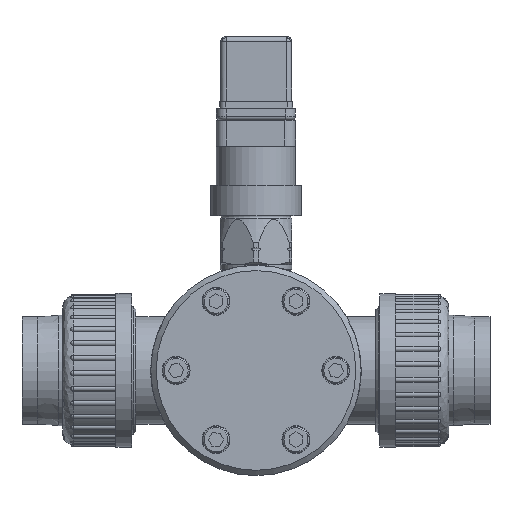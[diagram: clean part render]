
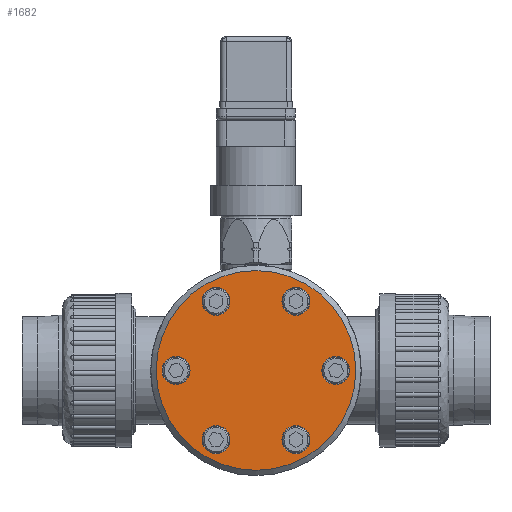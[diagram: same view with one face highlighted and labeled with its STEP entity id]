
A CAD part, front view. The second image highlights one B-rep face of the part: STEP entity #1682.
In plain terms, the highlighted planar face has unit normal (0, -1, 0).
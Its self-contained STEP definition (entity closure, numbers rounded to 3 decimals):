
#767 = CARTESIAN_POINT ( 'NONE',  ( 0., 0., 0. ) ) ;
#967 = PLANE ( 'NONE',  #8996 ) ;
#1025 = AXIS2_PLACEMENT_3D ( 'NONE', #2076, #6573, #5059 ) ;
#1058 = EDGE_LOOP ( 'NONE', ( #3428 ) ) ;
#1475 = EDGE_LOOP ( 'NONE', ( #13338 ) ) ;
#1552 = DIRECTION ( 'NONE',  ( 0., -1., 0. ) ) ;
#1682 = ADVANCED_FACE ( 'NONE', ( #5340, #13334, #2249, #11525, #7153, #8453, #2359 ), #967, .F. ) ;
#1948 = CARTESIAN_POINT ( 'NONE',  ( -30., 0., -5.25 ) ) ;
#2076 = CARTESIAN_POINT ( 'NONE',  ( -15., 0., -25.981 ) ) ;
#2215 = CARTESIAN_POINT ( 'NONE',  ( 15., 0., -25.981 ) ) ;
#2249 = FACE_BOUND ( 'NONE', #1475, .T. ) ;
#2359 = FACE_OUTER_BOUND ( 'NONE', #3497, .T. ) ;
#2682 = VERTEX_POINT ( 'NONE', #4078 ) ;
#3324 = DIRECTION ( 'NONE',  ( 0., 0., -1. ) ) ;
#3428 = ORIENTED_EDGE ( 'NONE', *, *, #4030, .F. ) ;
#3497 = EDGE_LOOP ( 'NONE', ( #13406 ) ) ;
#3662 = CARTESIAN_POINT ( 'NONE',  ( -30., 0., 0. ) ) ;
#3673 = EDGE_CURVE ( 'NONE', #2682, #2682, #15027, .T. ) ;
#4001 = DIRECTION ( 'NONE',  ( 0., 0., -1. ) ) ;
#4030 = EDGE_CURVE ( 'NONE', #7370, #7370, #19539, .T. ) ;
#4078 = CARTESIAN_POINT ( 'NONE',  ( -15., 0., -31.231 ) ) ;
#4343 = CARTESIAN_POINT ( 'NONE',  ( 15., 0., 20.731 ) ) ;
#5059 = DIRECTION ( 'NONE',  ( 0., 0., -1. ) ) ;
#5309 = DIRECTION ( 'NONE',  ( 0., -1., 0. ) ) ;
#5340 = FACE_BOUND ( 'NONE', #11534, .T. ) ;
#5501 = DIRECTION ( 'NONE',  ( 0., -1., 0. ) ) ;
#6301 = EDGE_LOOP ( 'NONE', ( #18915 ) ) ;
#6528 = DIRECTION ( 'NONE',  ( 0., 0., -1. ) ) ;
#6573 = DIRECTION ( 'NONE',  ( 0., -1., 0. ) ) ;
#7153 = FACE_BOUND ( 'NONE', #11349, .T. ) ;
#7370 = VERTEX_POINT ( 'NONE', #13354 ) ;
#7468 = ORIENTED_EDGE ( 'NONE', *, *, #19613, .F. ) ;
#7785 = EDGE_CURVE ( 'NONE', #9444, #9444, #14707, .T. ) ;
#8023 = CARTESIAN_POINT ( 'NONE',  ( 15., 0., 25.981 ) ) ;
#8056 = CIRCLE ( 'NONE', #18289, 37.5 ) ;
#8453 = FACE_BOUND ( 'NONE', #16257, .T. ) ;
#8554 = VERTEX_POINT ( 'NONE', #4343 ) ;
#8657 = VERTEX_POINT ( 'NONE', #10450 ) ;
#8674 = DIRECTION ( 'NONE',  ( 0., -1., 0. ) ) ;
#8996 = AXIS2_PLACEMENT_3D ( 'NONE', #767, #17652, #17441 ) ;
#9204 = ORIENTED_EDGE ( 'NONE', *, *, #19324, .F. ) ;
#9444 = VERTEX_POINT ( 'NONE', #10750 ) ;
#10211 = CARTESIAN_POINT ( 'NONE',  ( 0., 0., 0. ) ) ;
#10262 = AXIS2_PLACEMENT_3D ( 'NONE', #8023, #1552, #6528 ) ;
#10450 = CARTESIAN_POINT ( 'NONE',  ( -15., 0., 20.731 ) ) ;
#10745 = AXIS2_PLACEMENT_3D ( 'NONE', #3662, #8674, #14338 ) ;
#10750 = CARTESIAN_POINT ( 'NONE',  ( 15., 0., -31.231 ) ) ;
#10804 = DIRECTION ( 'NONE',  ( 0., 0., -1. ) ) ;
#10843 = VERTEX_POINT ( 'NONE', #16934 ) ;
#11128 = VERTEX_POINT ( 'NONE', #1948 ) ;
#11349 = EDGE_LOOP ( 'NONE', ( #9204 ) ) ;
#11525 = FACE_BOUND ( 'NONE', #1058, .T. ) ;
#11534 = EDGE_LOOP ( 'NONE', ( #12270 ) ) ;
#12135 = AXIS2_PLACEMENT_3D ( 'NONE', #2215, #14188, #3324 ) ;
#12270 = ORIENTED_EDGE ( 'NONE', *, *, #13327, .F. ) ;
#12284 = DIRECTION ( 'NONE',  ( 0., -1., 0. ) ) ;
#12321 = EDGE_CURVE ( 'NONE', #10843, #10843, #8056, .T. ) ;
#13327 = EDGE_CURVE ( 'NONE', #11128, #11128, #16800, .T. ) ;
#13334 = FACE_BOUND ( 'NONE', #6301, .T. ) ;
#13338 = ORIENTED_EDGE ( 'NONE', *, *, #7785, .F. ) ;
#13354 = CARTESIAN_POINT ( 'NONE',  ( 30., 0., -5.25 ) ) ;
#13406 = ORIENTED_EDGE ( 'NONE', *, *, #12321, .T. ) ;
#14059 = CIRCLE ( 'NONE', #19212, 5.25 ) ;
#14188 = DIRECTION ( 'NONE',  ( 0., -1., 0. ) ) ;
#14338 = DIRECTION ( 'NONE',  ( 0., 0., -1. ) ) ;
#14393 = AXIS2_PLACEMENT_3D ( 'NONE', #15966, #5501, #4001 ) ;
#14592 = DIRECTION ( 'NONE',  ( 0., 0., 1. ) ) ;
#14707 = CIRCLE ( 'NONE', #12135, 5.25 ) ;
#15027 = CIRCLE ( 'NONE', #1025, 5.25 ) ;
#15966 = CARTESIAN_POINT ( 'NONE',  ( 30., 0., 0. ) ) ;
#16257 = EDGE_LOOP ( 'NONE', ( #7468 ) ) ;
#16346 = CIRCLE ( 'NONE', #10262, 5.25 ) ;
#16800 = CIRCLE ( 'NONE', #10745, 5.25 ) ;
#16934 = CARTESIAN_POINT ( 'NONE',  ( 0., 0., 37.5 ) ) ;
#17441 = DIRECTION ( 'NONE',  ( 0., 0., 1. ) ) ;
#17652 = DIRECTION ( 'NONE',  ( 0., 1., 0. ) ) ;
#18229 = CARTESIAN_POINT ( 'NONE',  ( -15., 0., 25.981 ) ) ;
#18289 = AXIS2_PLACEMENT_3D ( 'NONE', #10211, #5309, #14592 ) ;
#18915 = ORIENTED_EDGE ( 'NONE', *, *, #3673, .F. ) ;
#19212 = AXIS2_PLACEMENT_3D ( 'NONE', #18229, #12284, #10804 ) ;
#19324 = EDGE_CURVE ( 'NONE', #8554, #8554, #16346, .T. ) ;
#19539 = CIRCLE ( 'NONE', #14393, 5.25 ) ;
#19613 = EDGE_CURVE ( 'NONE', #8657, #8657, #14059, .T. ) ;
